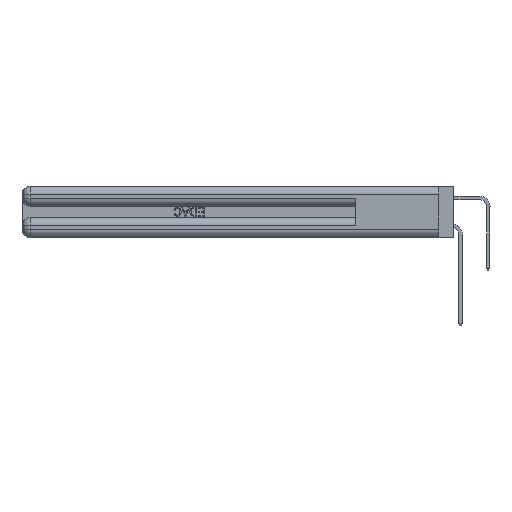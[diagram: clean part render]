
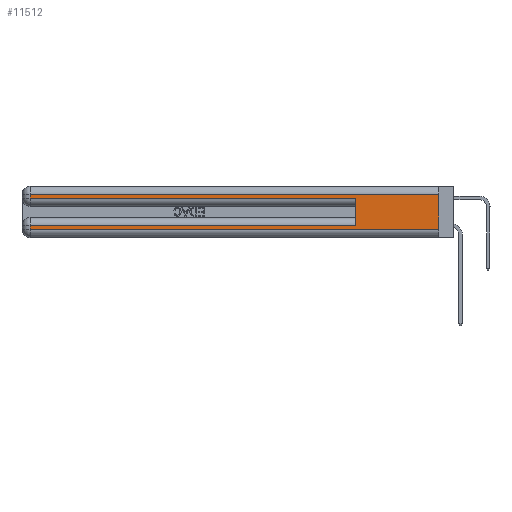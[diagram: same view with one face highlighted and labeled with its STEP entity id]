
A CAD part, left-side view. The second image highlights one B-rep face of the part: STEP entity #11512.
In plain terms, the highlighted planar face has unit normal (-1, 0, 0).
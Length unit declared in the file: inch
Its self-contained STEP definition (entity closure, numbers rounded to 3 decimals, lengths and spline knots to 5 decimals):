
#14 = DIRECTION ( 'NONE',  ( 0., -1., 0. ) ) ;
#227 = DIRECTION ( 'NONE',  ( 0., 0., -1. ) ) ;
#674 = DIRECTION ( 'NONE',  ( 1., 0., 0. ) ) ;
#895 = AXIS2_PLACEMENT_3D ( 'NONE', #41833, #674, #24798 ) ;
#2670 = CARTESIAN_POINT ( 'NONE',  ( 0., 0., 0.31 ) ) ;
#3998 = EDGE_CURVE ( 'NONE', #27636, #6783, #31173, .T. ) ;
#4240 = LINE ( 'NONE', #35710, #22624 ) ;
#4590 = CARTESIAN_POINT ( 'NONE',  ( 0., 0., 0.06 ) ) ;
#6344 = EDGE_CURVE ( 'NONE', #22215, #27149, #19763, .T. ) ;
#6572 = VECTOR ( 'NONE', #34927, 39.37008 ) ;
#6783 = VERTEX_POINT ( 'NONE', #27172 ) ;
#7457 = PLANE ( 'NONE',  #895 ) ;
#8200 = ORIENTED_EDGE ( 'NONE', *, *, #3998, .F. ) ;
#8370 = DIRECTION ( 'NONE',  ( 0., 0., -1. ) ) ;
#9843 = LINE ( 'NONE', #20762, #19082 ) ;
#10545 = VECTOR ( 'NONE', #227, 39.37008 ) ;
#10917 = CARTESIAN_POINT ( 'NONE',  ( 0., 0., 0.285 ) ) ;
#11053 = FACE_OUTER_BOUND ( 'NONE', #36657, .T. ) ;
#11512 = ADVANCED_FACE ( 'NONE', ( #11053 ), #7457, .F. ) ;
#13649 = CARTESIAN_POINT ( 'NONE',  ( 0., 2.94, 0.285 ) ) ;
#13740 = ORIENTED_EDGE ( 'NONE', *, *, #17187, .T. ) ;
#15243 = DIRECTION ( 'NONE',  ( 0., 1., 0. ) ) ;
#17187 = EDGE_CURVE ( 'NONE', #27149, #39670, #9843, .T. ) ;
#17294 = EDGE_CURVE ( 'NONE', #37964, #6783, #23858, .T. ) ;
#17580 = CARTESIAN_POINT ( 'NONE',  ( 0., 2.94, 0.06 ) ) ;
#17581 = CARTESIAN_POINT ( 'NONE',  ( 0., 0.6, 0.085 ) ) ;
#17779 = EDGE_CURVE ( 'NONE', #27636, #22215, #40910, .T. ) ;
#19082 = VECTOR ( 'NONE', #14, 39.37008 ) ;
#19238 = CARTESIAN_POINT ( 'NONE',  ( 0., 2.94, 0.37 ) ) ;
#19763 = LINE ( 'NONE', #37957, #10545 ) ;
#19962 = EDGE_CURVE ( 'NONE', #26512, #37034, #4240, .T. ) ;
#20123 = ORIENTED_EDGE ( 'NONE', *, *, #32672, .T. ) ;
#20545 = DIRECTION ( 'NONE',  ( 0., 1., 0. ) ) ;
#20762 = CARTESIAN_POINT ( 'NONE',  ( 0., 0., 0.06 ) ) ;
#21387 = ORIENTED_EDGE ( 'NONE', *, *, #17294, .T. ) ;
#22108 = VECTOR ( 'NONE', #41908, 39.37008 ) ;
#22215 = VERTEX_POINT ( 'NONE', #42718 ) ;
#22624 = VECTOR ( 'NONE', #15243, 39.37008 ) ;
#22852 = VECTOR ( 'NONE', #8370, 39.37008 ) ;
#23858 = LINE ( 'NONE', #10917, #6572 ) ;
#23877 = EDGE_CURVE ( 'NONE', #26512, #39670, #30852, .T. ) ;
#24798 = DIRECTION ( 'NONE',  ( 0., 0., -1. ) ) ;
#26512 = VERTEX_POINT ( 'NONE', #2670 ) ;
#27149 = VERTEX_POINT ( 'NONE', #17580 ) ;
#27172 = CARTESIAN_POINT ( 'NONE',  ( 0., 0.6, 0.285 ) ) ;
#27636 = VERTEX_POINT ( 'NONE', #17581 ) ;
#27990 = ORIENTED_EDGE ( 'NONE', *, *, #17779, .T. ) ;
#29199 = ORIENTED_EDGE ( 'NONE', *, *, #6344, .T. ) ;
#30753 = VECTOR ( 'NONE', #20545, 39.37008 ) ;
#30852 = LINE ( 'NONE', #32391, #22852 ) ;
#31173 = LINE ( 'NONE', #31592, #22108 ) ;
#31402 = ORIENTED_EDGE ( 'NONE', *, *, #19962, .T. ) ;
#31503 = VECTOR ( 'NONE', #43109, 39.37008 ) ;
#31592 = CARTESIAN_POINT ( 'NONE',  ( 0., 0.6, 0.145 ) ) ;
#32391 = CARTESIAN_POINT ( 'NONE',  ( 0., 0., 0.37 ) ) ;
#32672 = EDGE_CURVE ( 'NONE', #37034, #37964, #39516, .T. ) ;
#34927 = DIRECTION ( 'NONE',  ( 0., -1., 0. ) ) ;
#35710 = CARTESIAN_POINT ( 'NONE',  ( 0., 0., 0.31 ) ) ;
#36657 = EDGE_LOOP ( 'NONE', ( #42114, #31402, #20123, #21387, #8200, #27990, #29199, #13740 ) ) ;
#37034 = VERTEX_POINT ( 'NONE', #38414 ) ;
#37539 = CARTESIAN_POINT ( 'NONE',  ( 0., 0., 0.085 ) ) ;
#37957 = CARTESIAN_POINT ( 'NONE',  ( 0., 2.94, 0.37 ) ) ;
#37964 = VERTEX_POINT ( 'NONE', #13649 ) ;
#38414 = CARTESIAN_POINT ( 'NONE',  ( 0., 2.94, 0.31 ) ) ;
#39516 = LINE ( 'NONE', #19238, #31503 ) ;
#39670 = VERTEX_POINT ( 'NONE', #4590 ) ;
#40910 = LINE ( 'NONE', #37539, #30753 ) ;
#41833 = CARTESIAN_POINT ( 'NONE',  ( 0., 0., 0.37 ) ) ;
#41908 = DIRECTION ( 'NONE',  ( 0., 0., 1. ) ) ;
#42114 = ORIENTED_EDGE ( 'NONE', *, *, #23877, .F. ) ;
#42718 = CARTESIAN_POINT ( 'NONE',  ( 0., 2.94, 0.085 ) ) ;
#43109 = DIRECTION ( 'NONE',  ( 0., 0., -1. ) ) ;
